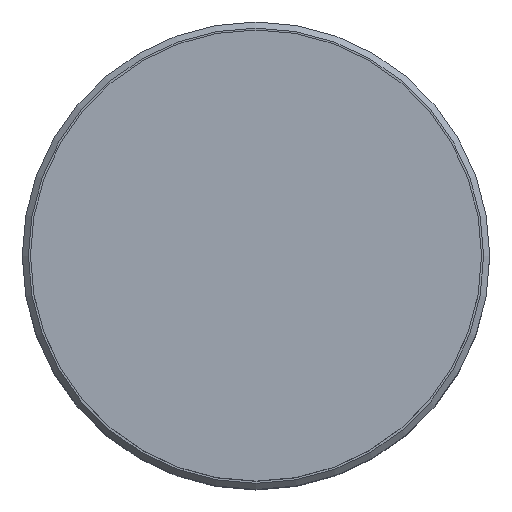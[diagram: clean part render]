
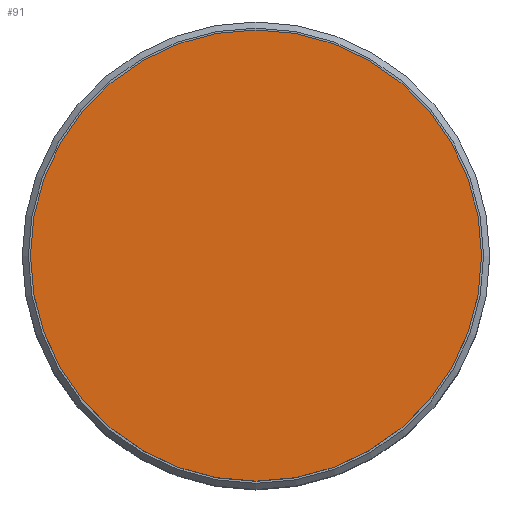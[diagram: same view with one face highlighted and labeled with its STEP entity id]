
A CAD part, top view. The second image highlights one B-rep face of the part: STEP entity #91.
In plain terms, the highlighted planar face has unit normal (0, 0, 1).
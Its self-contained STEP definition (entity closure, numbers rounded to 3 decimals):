
#24=ORIENTED_EDGE('',*,*,#38,.T.);
#38=EDGE_CURVE('',#45,#45,#52,.T.);
#45=VERTEX_POINT('',#162);
#52=CIRCLE('',#113,55.);
#59=EDGE_LOOP('',(#24));
#73=FACE_BOUND('',#59,.T.);
#87=PLANE('',#112);
#91=ADVANCED_FACE('',(#73),#87,.T.);
#112=AXIS2_PLACEMENT_3D('',#160,#129,#130);
#113=AXIS2_PLACEMENT_3D('',#161,#131,#132);
#129=DIRECTION('',(0.,0.,1.));
#130=DIRECTION('',(1.,0.,0.));
#131=DIRECTION('',(0.,0.,1.));
#132=DIRECTION('',(1.,0.,0.));
#160=CARTESIAN_POINT('',(0.,0.,76.004));
#161=CARTESIAN_POINT('',(0.,0.,76.004));
#162=CARTESIAN_POINT('',(55.,0.,76.004));
